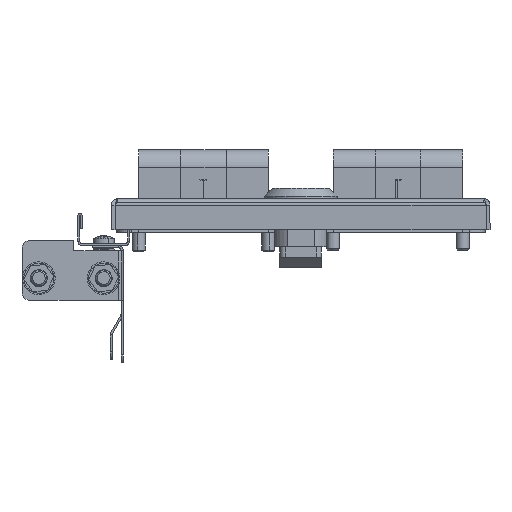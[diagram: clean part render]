
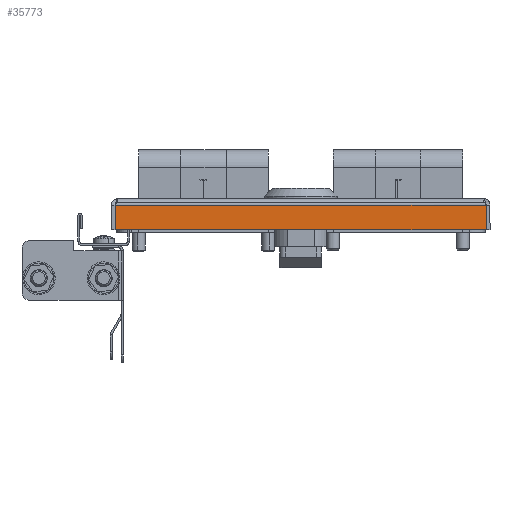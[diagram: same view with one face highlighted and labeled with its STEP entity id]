
A CAD part, left-side view. The second image highlights one B-rep face of the part: STEP entity #35773.
In plain terms, the highlighted planar face has unit normal (-1, 0, 0).
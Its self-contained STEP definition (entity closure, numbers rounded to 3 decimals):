
#1096 = ORIENTED_EDGE ( 'NONE', *, *, #20334, .T. ) ;
#2383 = VERTEX_POINT ( 'NONE', #50021 ) ;
#3727 = LINE ( 'NONE', #46630, #30178 ) ;
#6348 = VECTOR ( 'NONE', #36879, 1000. ) ;
#7059 = CARTESIAN_POINT ( 'NONE',  ( -389.25, -0.002, -12. ) ) ;
#8530 = AXIS2_PLACEMENT_3D ( 'NONE', #13584, #52043, #51856 ) ;
#9773 = EDGE_LOOP ( 'NONE', ( #19580, #26966, #1096, #25559 ) ) ;
#11100 = DIRECTION ( 'NONE',  ( 0., -1., 0. ) ) ;
#12825 = VERTEX_POINT ( 'NONE', #32613 ) ;
#13210 = LINE ( 'NONE', #50383, #6348 ) ;
#13517 = LINE ( 'NONE', #22931, #17523 ) ;
#13584 = CARTESIAN_POINT ( 'NONE',  ( -389.25, -0.002, 0. ) ) ;
#15393 = VERTEX_POINT ( 'NONE', #28703 ) ;
#17523 = VECTOR ( 'NONE', #22751, 1000. ) ;
#19580 = ORIENTED_EDGE ( 'NONE', *, *, #28330, .F. ) ;
#20334 = EDGE_CURVE ( 'NONE', #21021, #12825, #13517, .T. ) ;
#20845 = DIRECTION ( 'NONE',  ( 0., -1., 0. ) ) ;
#21021 = VERTEX_POINT ( 'NONE', #38047 ) ;
#22751 = DIRECTION ( 'NONE',  ( 0., 0., -1. ) ) ;
#22931 = CARTESIAN_POINT ( 'NONE',  ( -389.25, 71.528, 0. ) ) ;
#25559 = ORIENTED_EDGE ( 'NONE', *, *, #37688, .T. ) ;
#26966 = ORIENTED_EDGE ( 'NONE', *, *, #31662, .F. ) ;
#28113 = VECTOR ( 'NONE', #11100, 1000. ) ;
#28330 = EDGE_CURVE ( 'NONE', #2383, #15393, #13210, .T. ) ;
#28703 = CARTESIAN_POINT ( 'NONE',  ( -389.25, -71.531, -12. ) ) ;
#30178 = VECTOR ( 'NONE', #20845, 1000. ) ;
#31662 = EDGE_CURVE ( 'NONE', #21021, #2383, #3727, .T. ) ;
#32613 = CARTESIAN_POINT ( 'NONE',  ( -389.25, 71.528, -12. ) ) ;
#35773 = ADVANCED_FACE ( 'NONE', ( #40713 ), #52411, .F. ) ;
#36879 = DIRECTION ( 'NONE',  ( 0., 0., -1. ) ) ;
#37688 = EDGE_CURVE ( 'NONE', #12825, #15393, #50567, .T. ) ;
#38047 = CARTESIAN_POINT ( 'NONE',  ( -389.25, 71.528, -2.4 ) ) ;
#40713 = FACE_OUTER_BOUND ( 'NONE', #9773, .T. ) ;
#46630 = CARTESIAN_POINT ( 'NONE',  ( -389.25, -73.002, -2.4 ) ) ;
#50021 = CARTESIAN_POINT ( 'NONE',  ( -389.25, -71.531, -2.4 ) ) ;
#50383 = CARTESIAN_POINT ( 'NONE',  ( -389.25, -71.531, -1.4 ) ) ;
#50567 = LINE ( 'NONE', #7059, #28113 ) ;
#51856 = DIRECTION ( 'NONE',  ( 0., 0., -1. ) ) ;
#52043 = DIRECTION ( 'NONE',  ( 1., 0., 0. ) ) ;
#52411 = PLANE ( 'NONE',  #8530 ) ;
